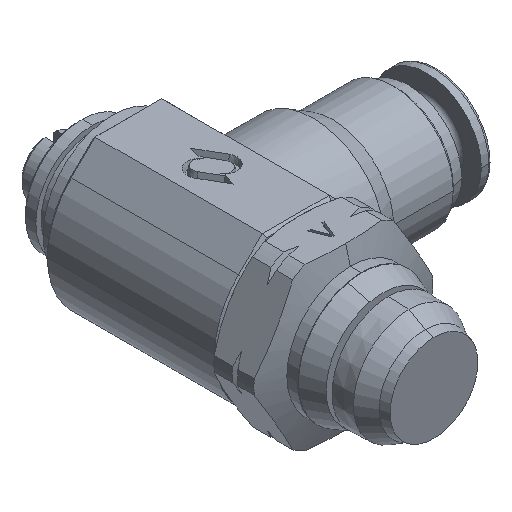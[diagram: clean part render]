
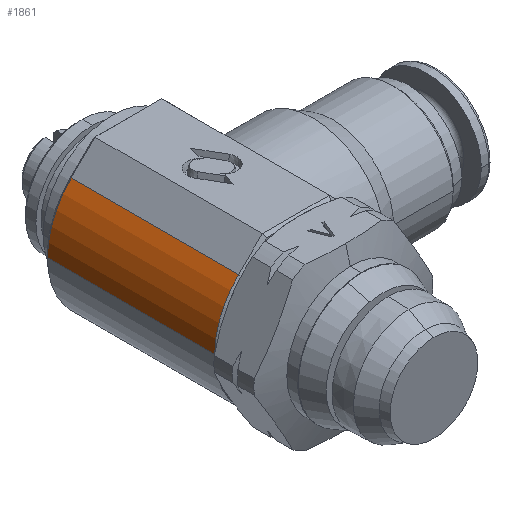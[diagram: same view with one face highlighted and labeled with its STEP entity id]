
A CAD part, isometric view. The second image highlights one B-rep face of the part: STEP entity #1861.
In plain terms, the highlighted cylindrical face has radius 7 mm (diameter 14 mm), a partial arc.
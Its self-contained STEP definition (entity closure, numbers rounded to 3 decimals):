
#547 = EDGE_LOOP ( 'NONE', ( #1007, #1008, #1009, #1010 ) ) ;
#831 = FACE_OUTER_BOUND ( 'NONE', #547, .T. ) ;
#840 = CYLINDRICAL_SURFACE ( 'NONE', #2457, 7. ) ;
#1007 = ORIENTED_EDGE ( 'NONE', *, *, #2158, .F. ) ;
#1008 = ORIENTED_EDGE ( 'NONE', *, *, #1155, .T. ) ;
#1009 = ORIENTED_EDGE ( 'NONE', *, *, #1156, .T. ) ;
#1010 = ORIENTED_EDGE ( 'NONE', *, *, #1157, .T. ) ;
#1155 = EDGE_CURVE ( 'NONE', #2284, #4055, #5199, .T. ) ;
#1156 = EDGE_CURVE ( 'NONE', #4055, #4061, #5192, .T. ) ;
#1157 = EDGE_CURVE ( 'NONE', #4061, #2307, #5202, .T. ) ;
#1286 = CARTESIAN_POINT ( 'NONE',  ( -4.934, 12., 4.965 ) ) ;
#1292 = CARTESIAN_POINT ( 'NONE',  ( -4.934, 26.5, 4.965 ) ) ;
#1861 = ADVANCED_FACE ( 'NONE', ( #831 ), #840, .T. ) ;
#2158 = EDGE_CURVE ( 'NONE', #2284, #2307, #7213, .T. ) ;
#2284 = VERTEX_POINT ( 'NONE', #4570 ) ;
#2307 = VERTEX_POINT ( 'NONE', #4590 ) ;
#2457 = AXIS2_PLACEMENT_3D ( 'NONE', #6175, #6176, #6184 ) ;
#3169 = AXIS2_PLACEMENT_3D ( 'NONE', #6924, #6925, #6926 ) ;
#3170 = AXIS2_PLACEMENT_3D ( 'NONE', #6929, #6930, #6931 ) ;
#4055 = VERTEX_POINT ( 'NONE', #1286 ) ;
#4061 = VERTEX_POINT ( 'NONE', #1292 ) ;
#4431 = DIRECTION ( 'NONE',  ( 0., 1., 0. ) ) ;
#4451 = CARTESIAN_POINT ( 'NONE',  ( -7., 10.75, 0.022 ) ) ;
#4570 = CARTESIAN_POINT ( 'NONE',  ( -7., 12., 0.022 ) ) ;
#4590 = CARTESIAN_POINT ( 'NONE',  ( -7., 26.5, 0.022 ) ) ;
#5192 = LINE ( 'NONE', #6923, #5203 ) ;
#5199 = CIRCLE ( 'NONE', #3169, 7. ) ;
#5202 = CIRCLE ( 'NONE', #3170, 7. ) ;
#5203 = VECTOR ( 'NONE', #6915, 1000. ) ;
#6175 = CARTESIAN_POINT ( 'NONE',  ( 0., 10.75, 0. ) ) ;
#6176 = DIRECTION ( 'NONE',  ( 0., 1., 0. ) ) ;
#6184 = DIRECTION ( 'NONE',  ( -1., 0., 0.003 ) ) ;
#6915 = DIRECTION ( 'NONE',  ( 0., 1., 0. ) ) ;
#6923 = CARTESIAN_POINT ( 'NONE',  ( -4.934, 10.75, 4.965 ) ) ;
#6924 = CARTESIAN_POINT ( 'NONE',  ( 0., 12., 0. ) ) ;
#6925 = DIRECTION ( 'NONE',  ( 0., 1., 0. ) ) ;
#6926 = DIRECTION ( 'NONE',  ( 1., 0., -0.003 ) ) ;
#6929 = CARTESIAN_POINT ( 'NONE',  ( 0., 26.5, 0. ) ) ;
#6930 = DIRECTION ( 'NONE',  ( 0., -1., 0. ) ) ;
#6931 = DIRECTION ( 'NONE',  ( -1., 0., 0.003 ) ) ;
#7213 = LINE ( 'NONE', #4451, #7218 ) ;
#7218 = VECTOR ( 'NONE', #4431, 1000. ) ;
